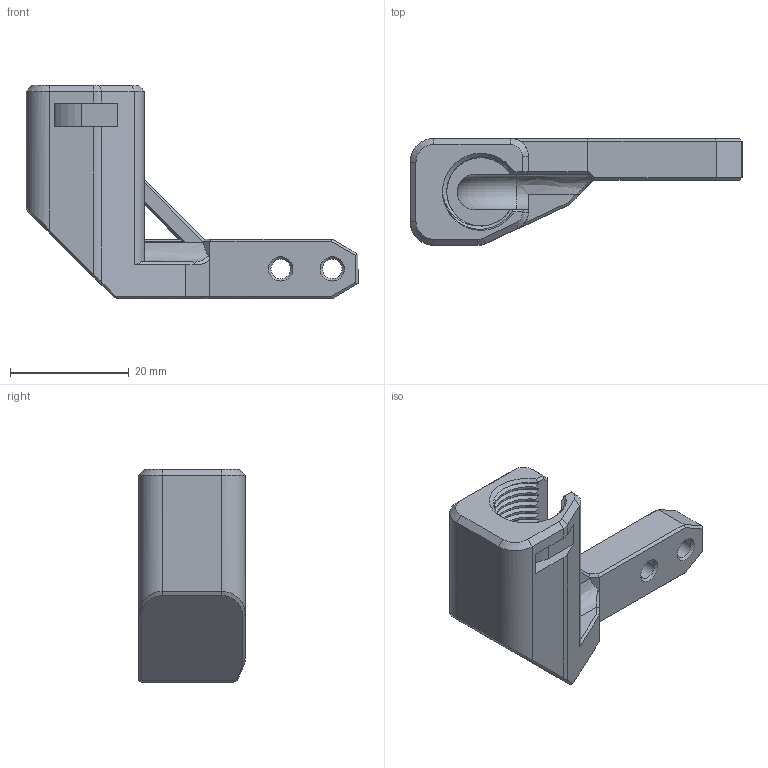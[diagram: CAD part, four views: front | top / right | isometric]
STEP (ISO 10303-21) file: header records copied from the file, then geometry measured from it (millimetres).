
FILE_DESCRIPTION(/* description */ ('','CAx-IF Rec.Pracs.---Representation and Presentation of Product Manufacturing Information (PMI)---4.0---2014-10-13'),/* implementation_level */ '2;1');
FILE_NAME(/* name */ 'PG7_Mount.step',/* time_stamp */ '2024-12-13T13:01:50+02:00',/* author */ (''),/* organization */ (''),/* preprocessor_version */ 'ST-DEVELOPER v20',/* originating_system */ 'Autodesk Translation Framework v13.20.0.188',/* authorisation */ '');
FILE_SCHEMA (('AP242_MANAGED_MODEL_BASED_3D_ENGINEERING_MIM_LF { 1 0 10303 442 1 1 4 }'));
Length unit declared in the file: millimetre
Products named in the file (1): PG7_Mount
Bounding box: 56.03 x 18 x 36 mm (x, y, z)
Volume: 10191.3 mm3; surface area: 5290.1 mm2
Topology: 1 solids, 1 shells, 140 faces, 371 edges, 231 vertices
Faces by surface type: plane 71, bspline 38, cylinder 20, cone 10, torus 1
Full cylindrical faces by diameter (mm): 3.3 x2
Entity records: 9633 total; most frequent: CARTESIAN_POINT 6409, ORIENTED_EDGE 746, DIRECTION 513, EDGE_CURVE 373, VERTEX_POINT 233, LINE 231, VECTOR 231, EDGE_LOOP 146
